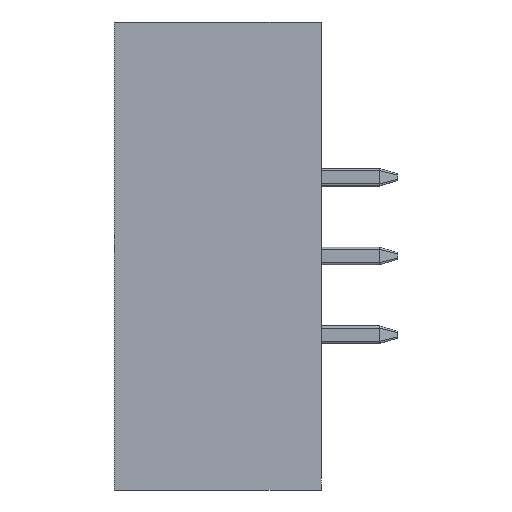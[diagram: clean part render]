
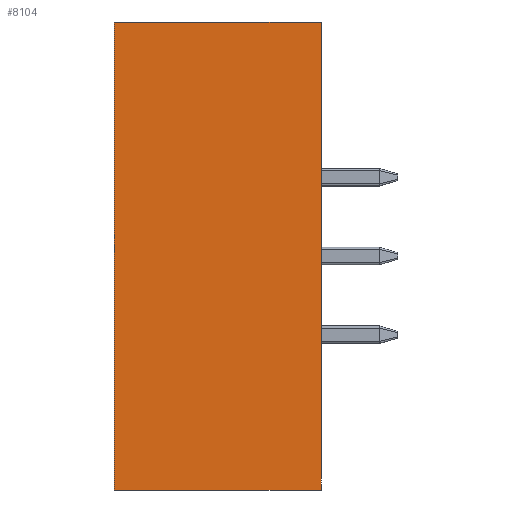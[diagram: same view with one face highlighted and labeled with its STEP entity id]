
A CAD part, left-side view. The second image highlights one B-rep face of the part: STEP entity #8104.
In plain terms, the highlighted planar face has unit normal (-1, 0, 0).
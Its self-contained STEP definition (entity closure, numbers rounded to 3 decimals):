
#296=CARTESIAN_POINT('',(-3.,0.0,6.9));
#297=VERTEX_POINT('',#296);
#304=CARTESIAN_POINT('',(-3.,0.0,-13.9));
#305=VERTEX_POINT('',#304);
#306=CARTESIAN_POINT('',(-3.,0.0,6.9));
#307=DIRECTION('',(0.0,0.0,-1.0));
#308=VECTOR('',#307,20.8);
#309=LINE('',#306,#308);
#310=EDGE_CURVE('',#297,#305,#309,.T.);
#649=CARTESIAN_POINT('',(-3.,9.2,-13.9));
#650=VERTEX_POINT('',#649);
#651=CARTESIAN_POINT('',(-3.,9.2,-13.9));
#652=DIRECTION('',(0.0,-1.0,0.0));
#653=VECTOR('',#652,9.2);
#654=LINE('',#651,#653);
#655=EDGE_CURVE('',#650,#305,#654,.T.);
#949=CARTESIAN_POINT('',(-3.,9.2,6.9));
#950=VERTEX_POINT('',#949);
#957=CARTESIAN_POINT('',(-3.,9.2,6.9));
#958=DIRECTION('',(0.0,-1.0,0.0));
#959=VECTOR('',#958,9.2);
#960=LINE('',#957,#959);
#961=EDGE_CURVE('',#950,#297,#960,.T.);
#1002=CARTESIAN_POINT('',(-3.,9.2,-13.9));
#1003=DIRECTION('',(0.0,0.0,1.0));
#1004=VECTOR('',#1003,20.8);
#1005=LINE('',#1002,#1004);
#1006=EDGE_CURVE('',#650,#950,#1005,.T.);
#8093=CARTESIAN_POINT('',(-3.,0.0,0.0));
#8094=DIRECTION('',(-1.0,0.0,0.0));
#8095=DIRECTION('',(0.0,0.0,1.0));
#8096=AXIS2_PLACEMENT_3D('',#8093,#8094,#8095);
#8097=PLANE('',#8096);
#8098=ORIENTED_EDGE('',*,*,#1006,.F.);
#8099=ORIENTED_EDGE('',*,*,#655,.T.);
#8100=ORIENTED_EDGE('',*,*,#310,.F.);
#8101=ORIENTED_EDGE('',*,*,#961,.F.);
#8102=EDGE_LOOP('',(#8098,#8099,#8100,#8101));
#8103=FACE_OUTER_BOUND('',#8102,.T.);
#8104=ADVANCED_FACE('',(#8103),#8097,.T.);
